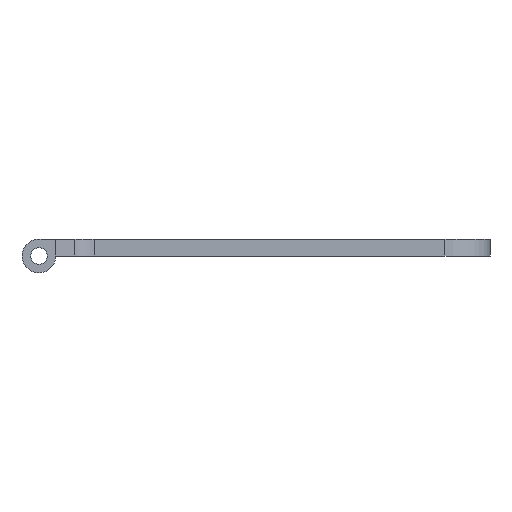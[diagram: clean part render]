
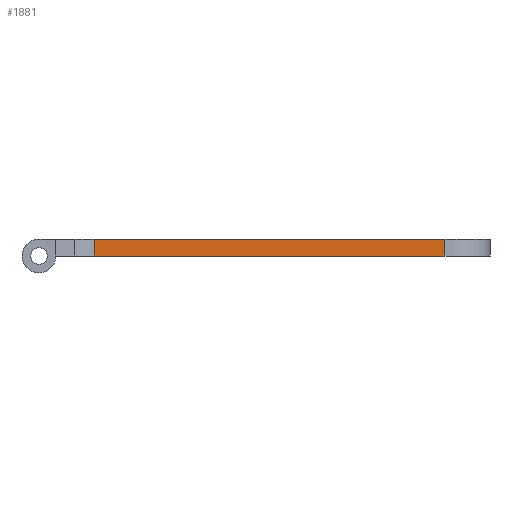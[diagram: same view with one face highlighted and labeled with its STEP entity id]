
A CAD part, left-side view. The second image highlights one B-rep face of the part: STEP entity #1881.
In plain terms, the highlighted planar face has unit normal (-1, 0, 0).
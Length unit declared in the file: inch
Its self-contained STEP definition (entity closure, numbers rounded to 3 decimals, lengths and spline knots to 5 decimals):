
#66=PLANE('',#2133);
#142=FACE_OUTER_BOUND('',#270,.T.);
#270=EDGE_LOOP('',(#1636,#1637,#1638,#1639));
#363=LINE('',#3049,#501);
#392=LINE('',#3164,#530);
#398=LINE('',#3219,#536);
#412=LINE('',#3291,#550);
#501=VECTOR('',#2454,39.37008);
#530=VECTOR('',#2575,39.37008);
#536=VECTOR('',#2627,39.37008);
#550=VECTOR('',#2703,39.37008);
#804=VERTEX_POINT('',#3043);
#806=VERTEX_POINT('',#3047);
#846=VERTEX_POINT('',#3162);
#872=VERTEX_POINT('',#3218);
#1035=EDGE_CURVE('',#804,#806,#363,.T.);
#1092=EDGE_CURVE('',#806,#846,#392,.T.);
#1120=EDGE_CURVE('',#804,#872,#398,.T.);
#1158=EDGE_CURVE('',#846,#872,#412,.T.);
#1636=ORIENTED_EDGE('',*,*,#1158,.T.);
#1637=ORIENTED_EDGE('',*,*,#1120,.F.);
#1638=ORIENTED_EDGE('',*,*,#1035,.T.);
#1639=ORIENTED_EDGE('',*,*,#1092,.T.);
#1881=ADVANCED_FACE('',(#142),#66,.F.);
#2133=AXIS2_PLACEMENT_3D('',#3290,#2701,#2702);
#2454=DIRECTION('',(0.,0.,1.));
#2575=DIRECTION('',(0.,1.,0.));
#2627=DIRECTION('',(0.,1.,0.));
#2701=DIRECTION('center_axis',(1.,0.,0.));
#2702=DIRECTION('ref_axis',(0.,1.,0.));
#2703=DIRECTION('',(0.,0.,-1.));
#3043=CARTESIAN_POINT('',(0.3,-4.5,0.));
#3047=CARTESIAN_POINT('',(0.3,-4.5,0.1875));
#3049=CARTESIAN_POINT('',(0.3,-4.5,0.));
#3162=CARTESIAN_POINT('',(0.3,-0.61176,0.1875));
#3164=CARTESIAN_POINT('',(0.3,-4.5,0.1875));
#3218=CARTESIAN_POINT('',(0.3,-0.61176,0.));
#3219=CARTESIAN_POINT('',(0.3,-4.5,0.));
#3290=CARTESIAN_POINT('Origin',(0.3,-4.5,0.));
#3291=CARTESIAN_POINT('',(0.3,-0.61176,0.04687));
